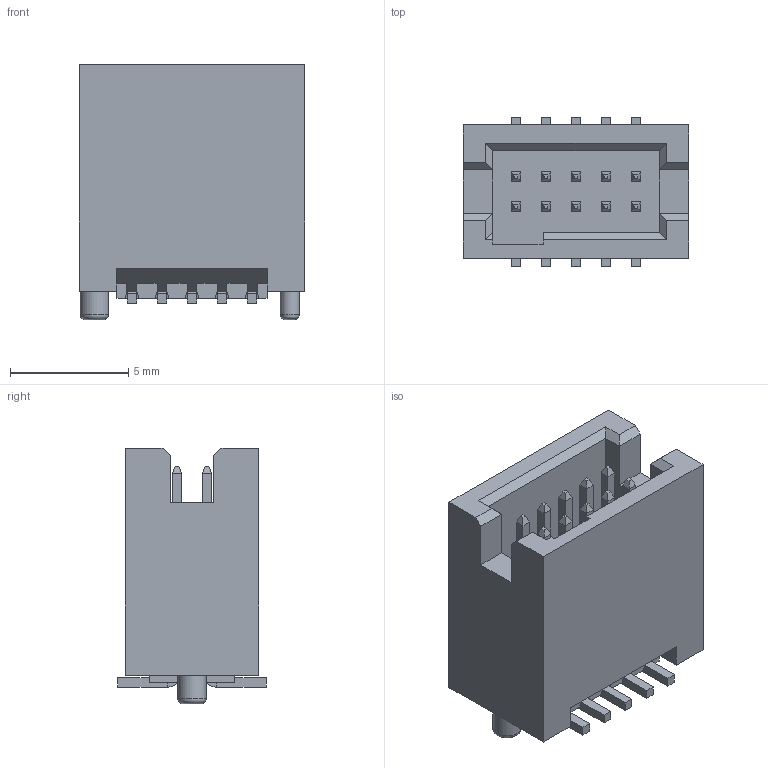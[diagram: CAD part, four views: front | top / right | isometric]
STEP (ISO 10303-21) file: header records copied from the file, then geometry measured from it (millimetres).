
FILE_DESCRIPTION(/* description */ (''),/* implementation_level */ '2;1');
FILE_NAME(/* name */ '6111-010-05-xx.stp',/* time_stamp */ '2017-06-01T08:02:28+02:00',/* author */ ('andreas.larin'),/* organization */ (''),/* preprocessor_version */ 'ST-DEVELOPER v15.6',/* originating_system */ 'Autodesk Inventor 2015',/* authorisation */ '');
FILE_SCHEMA (('AUTOMOTIVE_DESIGN { 1 0 10303 214 3 1 1 }'));
Length unit declared in the file: centimetre
Products named in the file (1): 6111-010-05-xx
Bounding box: 9.55 x 6.3 x 10.8 mm (x, y, z)
Volume: 346.7 mm3; surface area: 827.8 mm2
Topology: 1 solids, 2 shells, 509 faces, 1299 edges, 808 vertices
Faces by surface type: plane 485, cylinder 22, bspline 1, torus 1
Full cylindrical faces by diameter (mm): 0.8 x1, 1.2 x1
Entity records: 15444 total; most frequent: CARTESIAN_POINT 2640, ORIENTED_EDGE 2590, DIRECTION 2360, EDGE_CURVE 1295, LINE 1246, VECTOR 1246, VERTEX_POINT 807, AXIS2_PLACEMENT_3D 557
